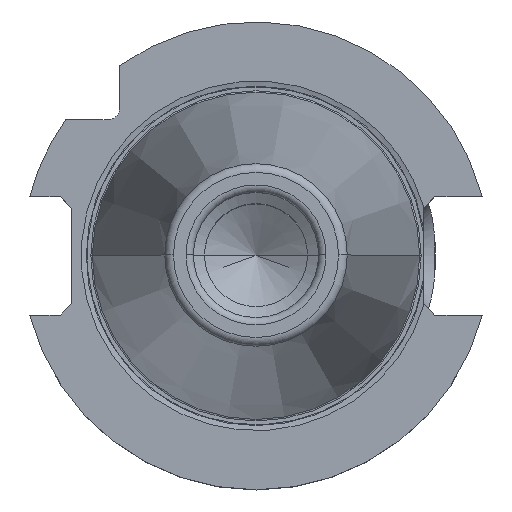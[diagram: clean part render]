
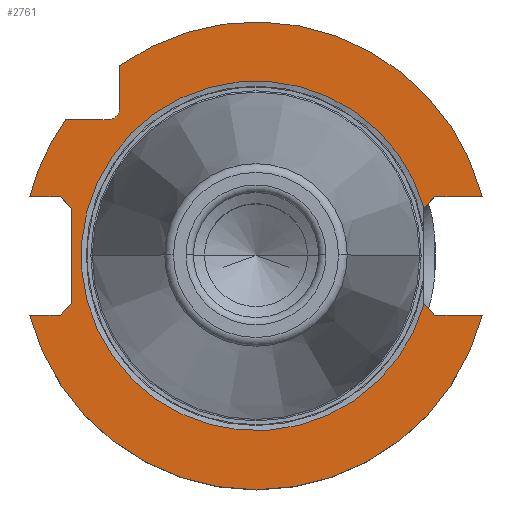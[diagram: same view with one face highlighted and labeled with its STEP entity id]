
A CAD part, top view. The second image highlights one B-rep face of the part: STEP entity #2761.
In plain terms, the highlighted planar face has unit normal (0, 0, 1).
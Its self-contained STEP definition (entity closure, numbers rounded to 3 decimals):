
#41=CARTESIAN_POINT('',(0.,0.,-3.2));
#42=DIRECTION('',(0.,0.,1.));
#43=DIRECTION('',(-0.813,0.582,0.));
#44=AXIS2_PLACEMENT_3D('',#41,#42,#43);
#58=CARTESIAN_POINT('',(0.,0.,-3.2));
#59=DIRECTION('',(0.,0.,1.));
#60=DIRECTION('',(-0.967,-0.253,0.));
#61=AXIS2_PLACEMENT_3D('',#58,#59,#60);
#74=CARTESIAN_POINT('',(0.,0.,-3.2));
#75=DIRECTION('',(0.,0.,1.));
#76=DIRECTION('',(0.967,0.253,0.));
#77=AXIS2_PLACEMENT_3D('',#74,#75,#76);
#359=DIRECTION('',(-1.,0.,0.));
#360=VECTOR('',#359,6.438);
#361=CARTESIAN_POINT('',(30.738,-8.05,-3.2));
#362=LINE('',#361,#360);
#366=DIRECTION('',(1.,0.,0.));
#367=VECTOR('',#366,4.138);
#368=CARTESIAN_POINT('',(-30.738,-8.05,-3.2));
#369=LINE('',#368,#367);
#373=DIRECTION('',(-0.707,-0.707,0.));
#374=VECTOR('',#373,2.263);
#375=CARTESIAN_POINT('',(-25.,-6.45,-3.2));
#376=LINE('',#375,#374);
#380=DIRECTION('',(0.,-1.,0.));
#381=VECTOR('',#380,12.9);
#382=CARTESIAN_POINT('',(-25.,6.45,-3.2));
#383=LINE('',#382,#381);
#387=DIRECTION('',(-0.707,0.707,0.));
#388=VECTOR('',#387,2.263);
#389=CARTESIAN_POINT('',(-25.,6.45,-3.2));
#390=LINE('',#389,#388);
#394=DIRECTION('',(1.,0.,0.));
#395=VECTOR('',#394,4.138);
#396=CARTESIAN_POINT('',(-30.738,8.05,-3.2));
#397=LINE('',#396,#395);
#401=DIRECTION('',(1.,0.,0.));
#402=VECTOR('',#401,5.734);
#403=CARTESIAN_POINT('',(-25.834,18.5,-3.2));
#404=LINE('',#403,#402);
#408=DIRECTION('',(0.,-1.,0.));
#409=VECTOR('',#408,5.734);
#410=CARTESIAN_POINT('',(-18.5,25.834,-3.2));
#411=LINE('',#410,#409);
#415=DIRECTION('',(-1.,0.,0.));
#416=VECTOR('',#415,6.438);
#417=CARTESIAN_POINT('',(30.738,8.05,-3.2));
#418=LINE('',#417,#416);
#422=DIRECTION('',(-0.707,-0.707,0.));
#423=VECTOR('',#422,2.095);
#424=CARTESIAN_POINT('',(24.3,8.05,-3.2));
#425=LINE('',#424,#423);
#429=DIRECTION('',(-0.707,0.707,0.));
#430=VECTOR('',#429,2.095);
#431=CARTESIAN_POINT('',(24.3,-8.05,-3.2));
#432=LINE('',#431,#430);
#1547=CARTESIAN_POINT('',(0.,0.,-3.2));
#1548=DIRECTION('',(0.,0.,-1.));
#1549=DIRECTION('',(0.961,-0.277,0.));
#1550=AXIS2_PLACEMENT_3D('',#1547,#1548,#1549);
#2126=CARTESIAN_POINT('',(-20.1,20.1,-3.2));
#2127=DIRECTION('',(0.,0.,-1.));
#2128=DIRECTION('',(1.,0.,0.));
#2129=AXIS2_PLACEMENT_3D('',#2126,#2127,#2128);
#2186=CARTESIAN_POINT('',(-18.5,20.1,-3.2));
#2187=CARTESIAN_POINT('',(-20.1,18.5,-3.2));
#2188=VERTEX_POINT('',#2186);
#2189=VERTEX_POINT('',#2187);
#2218=CARTESIAN_POINT('',(-25.,-6.45,-3.2));
#2220=VERTEX_POINT('',#2218);
#2222=CARTESIAN_POINT('',(-26.6,-8.05,-3.2));
#2224=VERTEX_POINT('',#2222);
#2227=CARTESIAN_POINT('',(-25.,6.45,-3.2));
#2229=VERTEX_POINT('',#2227);
#2231=CARTESIAN_POINT('',(-26.6,8.05,-3.2));
#2233=VERTEX_POINT('',#2231);
#2286=CARTESIAN_POINT('',(-18.5,25.834,-3.2));
#2287=VERTEX_POINT('',#2286);
#2288=CARTESIAN_POINT('',(-25.834,18.5,-3.2));
#2289=VERTEX_POINT('',#2288);
#2316=CARTESIAN_POINT('',(-30.738,-8.05,-3.2));
#2318=VERTEX_POINT('',#2316);
#2322=CARTESIAN_POINT('',(-30.738,8.05,-3.2));
#2324=VERTEX_POINT('',#2322);
#2346=CARTESIAN_POINT('',(30.738,-8.05,-3.2));
#2348=VERTEX_POINT('',#2346);
#2354=CARTESIAN_POINT('',(30.738,8.05,-3.2));
#2356=VERTEX_POINT('',#2354);
#2362=CARTESIAN_POINT('',(24.3,-8.05,-3.2));
#2363=VERTEX_POINT('',#2362);
#2364=CARTESIAN_POINT('',(22.819,-6.569,-3.2));
#2365=VERTEX_POINT('',#2364);
#2366=CARTESIAN_POINT('',(24.3,8.05,-3.2));
#2367=VERTEX_POINT('',#2366);
#2368=CARTESIAN_POINT('',(22.819,6.569,-3.2));
#2369=VERTEX_POINT('',#2368);
#2729=CARTESIAN_POINT('',(0.,0.,-3.2));
#2730=DIRECTION('',(0.,0.,-1.));
#2731=DIRECTION('',(-1.,0.,0.));
#2732=AXIS2_PLACEMENT_3D('',#2729,#2730,#2731);
#2733=PLANE('',#2732);
#2735=ORIENTED_EDGE('',*,*,#2734,.F.);
#2736=ORIENTED_EDGE('',*,*,#2451,.F.);
#2738=ORIENTED_EDGE('',*,*,#2737,.T.);
#2739=ORIENTED_EDGE('',*,*,#2721,.F.);
#2740=ORIENTED_EDGE('',*,*,#2557,.F.);
#2741=ORIENTED_EDGE('',*,*,#2544,.T.);
#2742=ORIENTED_EDGE('',*,*,#2529,.F.);
#2743=ORIENTED_EDGE('',*,*,#2419,.F.);
#2745=ORIENTED_EDGE('',*,*,#2744,.T.);
#2747=ORIENTED_EDGE('',*,*,#2746,.F.);
#2749=ORIENTED_EDGE('',*,*,#2748,.F.);
#2750=ORIENTED_EDGE('',*,*,#2479,.F.);
#2752=ORIENTED_EDGE('',*,*,#2751,.T.);
#2754=ORIENTED_EDGE('',*,*,#2753,.T.);
#2756=ORIENTED_EDGE('',*,*,#2755,.F.);
#2758=ORIENTED_EDGE('',*,*,#2757,.F.);
#2759=EDGE_LOOP('',(#2735,#2736,#2738,#2739,#2740,#2741,#2742,#2743,#2745,#2747,
#2749,#2750,#2752,#2754,#2756,#2758));
#2760=FACE_OUTER_BOUND('',#2759,.F.);
#45=CIRCLE('',#44,31.775);
#62=CIRCLE('',#61,31.775);
#78=CIRCLE('',#77,31.775);
#1551=CIRCLE('',#1550,23.746);
#2130=CIRCLE('',#2129,1.6);
#2419=EDGE_CURVE('',#2289,#2324,#45,.T.);
#2451=EDGE_CURVE('',#2318,#2348,#62,.T.);
#2479=EDGE_CURVE('',#2356,#2287,#78,.T.);
#2529=EDGE_CURVE('',#2324,#2233,#397,.T.);
#2544=EDGE_CURVE('',#2229,#2233,#390,.T.);
#2557=EDGE_CURVE('',#2229,#2220,#383,.T.);
#2721=EDGE_CURVE('',#2220,#2224,#376,.T.);
#2734=EDGE_CURVE('',#2348,#2363,#362,.T.);
#2737=EDGE_CURVE('',#2318,#2224,#369,.T.);
#2744=EDGE_CURVE('',#2289,#2189,#404,.T.);
#2746=EDGE_CURVE('',#2188,#2189,#2130,.T.);
#2748=EDGE_CURVE('',#2287,#2188,#411,.T.);
#2751=EDGE_CURVE('',#2356,#2367,#418,.T.);
#2753=EDGE_CURVE('',#2367,#2369,#425,.T.);
#2755=EDGE_CURVE('',#2365,#2369,#1551,.T.);
#2757=EDGE_CURVE('',#2363,#2365,#432,.T.);
#2761=ADVANCED_FACE('',(#2760),#2733,.F.);
